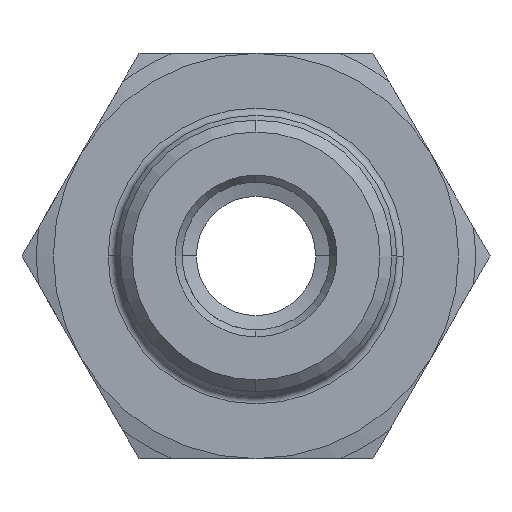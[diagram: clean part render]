
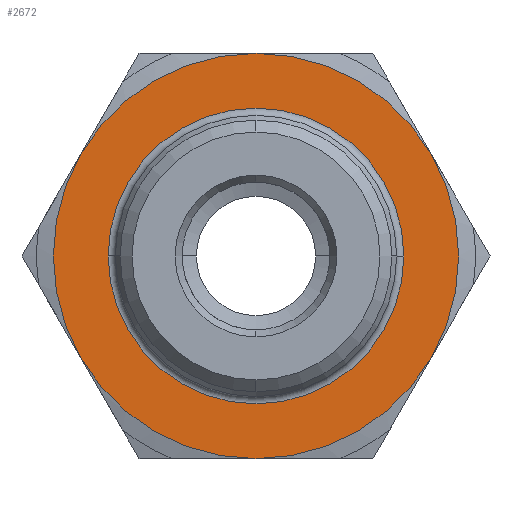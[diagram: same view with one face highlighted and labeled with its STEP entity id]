
A CAD part, left-side view. The second image highlights one B-rep face of the part: STEP entity #2672.
In plain terms, the highlighted face is planar.
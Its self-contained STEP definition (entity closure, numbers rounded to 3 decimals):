
#22=CARTESIAN_POINT('',(0.,0.,8.5));
#129=CARTESIAN_POINT('',(7.361,0.,4.25));
#821=CARTESIAN_POINT('',(0.,0.,0.));
#822=DIRECTION('',(0.,-1.,0.));
#823=DIRECTION('',(-0.866,0.,-0.5));
#824=AXIS2_PLACEMENT_3D('',#821,#822,#823);
#826=CARTESIAN_POINT('',(0.,0.,0.));
#827=DIRECTION('',(0.,-1.,0.));
#828=DIRECTION('',(0.,0.,-1.));
#829=AXIS2_PLACEMENT_3D('',#826,#827,#828);
#831=CARTESIAN_POINT('',(0.,0.,0.));
#832=DIRECTION('',(0.,1.,0.));
#833=DIRECTION('',(0.,0.,1.));
#834=AXIS2_PLACEMENT_3D('',#831,#832,#833);
#836=CARTESIAN_POINT('',(0.,0.,0.));
#837=DIRECTION('',(0.,1.,0.));
#838=DIRECTION('',(-0.866,0.,0.5));
#839=AXIS2_PLACEMENT_3D('',#836,#837,#838);
#841=CARTESIAN_POINT('',(0.,0.,0.));
#842=DIRECTION('',(0.,1.,0.));
#843=DIRECTION('',(1.,0.,0.));
#844=AXIS2_PLACEMENT_3D('',#841,#842,#843);
#846=CARTESIAN_POINT('',(0.,0.,0.));
#847=DIRECTION('',(0.,1.,0.));
#848=DIRECTION('',(-1.,0.,0.));
#849=AXIS2_PLACEMENT_3D('',#846,#847,#848);
#856=CARTESIAN_POINT('',(0.,0.,0.));
#857=DIRECTION('',(0.,1.,0.));
#858=DIRECTION('',(0.866,0.,0.5));
#859=AXIS2_PLACEMENT_3D('',#856,#857,#858);
#861=CARTESIAN_POINT('',(0.,0.,0.));
#862=DIRECTION('',(0.,1.,0.));
#863=DIRECTION('',(-0.866,0.,-0.5));
#864=AXIS2_PLACEMENT_3D('',#861,#862,#863);
#891=CARTESIAN_POINT('',(-7.361,0.,
-4.25));
#923=CARTESIAN_POINT('',(0.,0.,
-8.5));
#955=CARTESIAN_POINT('',(7.361,0.,
-4.25));
#987=CARTESIAN_POINT('',(-7.361,0.,4.25));
#1243=VERTEX_POINT('',#22);
#1246=VERTEX_POINT('',#987);
#1249=VERTEX_POINT('',#891);
#1252=VERTEX_POINT('',#923);
#1255=VERTEX_POINT('',#955);
#1258=VERTEX_POINT('',#129);
#1454=CARTESIAN_POINT('',(6.2,0.,0.));
#1455=CARTESIAN_POINT('',(-6.2,0.,0.));
#1456=VERTEX_POINT('',#1454);
#1457=VERTEX_POINT('',#1455);
#2648=CARTESIAN_POINT('',(0.,0.,0.));
#2649=DIRECTION('',(0.,-1.,0.));
#2650=DIRECTION('',(-1.,0.,0.));
#2651=AXIS2_PLACEMENT_3D('',#2648,#2649,#2650);
#2652=PLANE('',#2651);
#2654=ORIENTED_EDGE('',*,*,#2653,.F.);
#2656=ORIENTED_EDGE('',*,*,#2655,.T.);
#2658=ORIENTED_EDGE('',*,*,#2657,.T.);
#2660=ORIENTED_EDGE('',*,*,#2659,.F.);
#2662=ORIENTED_EDGE('',*,*,#2661,.F.);
#2664=ORIENTED_EDGE('',*,*,#2663,.F.);
#2665=EDGE_LOOP('',(#2654,#2656,#2658,#2660,#2662,#2664));
#2666=FACE_OUTER_BOUND('',#2665,.F.);
#2667=ORIENTED_EDGE('',*,*,#2638,.T.);
#2669=ORIENTED_EDGE('',*,*,#2668,.T.);
#2670=EDGE_LOOP('',(#2667,#2669));
#2671=FACE_BOUND('',#2670,.F.);
#2672=ADVANCED_FACE('',(#2666,#2671),#2652,.F.);
#825=CIRCLE('',#824,8.5);
#830=CIRCLE('',#829,8.5);
#835=CIRCLE('',#834,8.5);
#840=CIRCLE('',#839,8.5);
#845=CIRCLE('',#844,6.2);
#850=CIRCLE('',#849,6.2);
#860=CIRCLE('',#859,8.5);
#865=CIRCLE('',#864,8.5);
#2638=EDGE_CURVE('',#1456,#1457,#845,.T.);
#2653=EDGE_CURVE('',#1249,#1246,#865,.T.);
#2655=EDGE_CURVE('',#1249,#1252,#825,.T.);
#2657=EDGE_CURVE('',#1252,#1255,#830,.T.);
#2659=EDGE_CURVE('',#1258,#1255,#860,.T.);
#2661=EDGE_CURVE('',#1243,#1258,#835,.T.);
#2663=EDGE_CURVE('',#1246,#1243,#840,.T.);
#2668=EDGE_CURVE('',#1457,#1456,#850,.T.);
